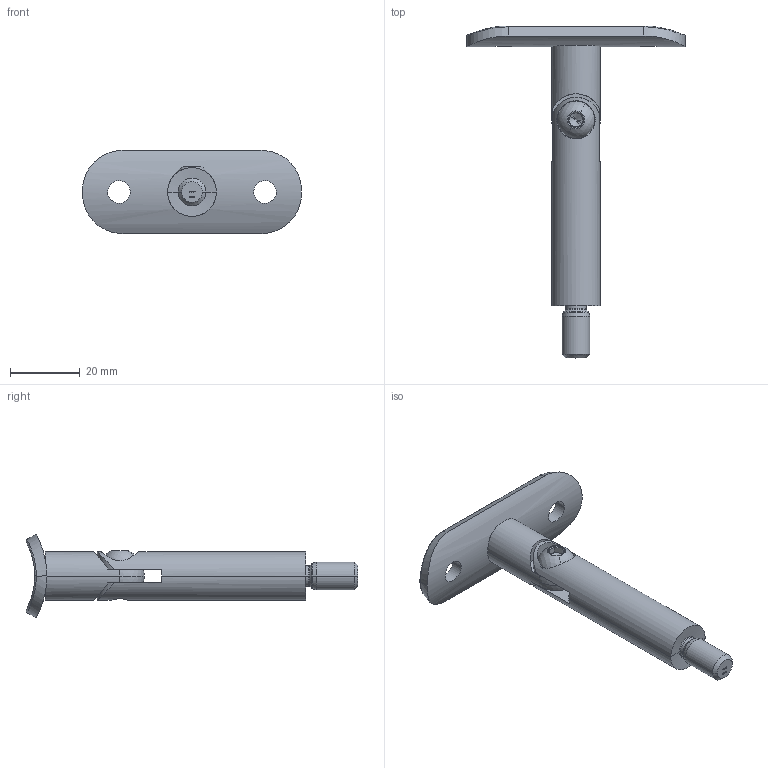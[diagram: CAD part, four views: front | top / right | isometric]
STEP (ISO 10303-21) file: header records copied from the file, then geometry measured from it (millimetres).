
FILE_DESCRIPTION (( 'STEP AP203' ), '1' );
FILE_NAME ('60177-240.step', '2018-03-27T10:01:40', ( '' ), ( '' ), 'SwSTEP 2.0', 'SolidWorks 2015', '' );
FILE_SCHEMA (( 'CONFIG_CONTROL_DESIGN' ));
Length unit declared in the file: millimetre
Products named in the file (7): DIN-7991_-_DIN7991 M6x16_DIN7991 M6x12; 50232-240_50232-240; 50232-240 Teil2_50232-240 Teil2; 60182-240_60182-240; 60177-240; 50232-240 Teil1_50232-240 Teil1; 50232-240 Teil3_ISO 7380 M6x10
Assembly tree (6 placements, depth 3):
  60177-240
    60182-240_60182-240
    DIN-7991_-_DIN7991 M6x16_DIN7991 M6x12
    50232-240_50232-240
      50232-240 Teil1_50232-240 Teil1
      50232-240 Teil2_50232-240 Teil2
      50232-240 Teil3_ISO 7380 M6x10
Bounding box: 63 x 95.49 x 24 mm (x, y, z)
Volume: 15752.2 mm3; surface area: 9289.4 mm2
Topology: 5 solids, 5 shells, 334 faces, 825 edges, 526 vertices
Faces by surface type: plane 157, bspline 85, cylinder 49, cone 31, torus 8, sphere 4
Entity records: 16223 total; most frequent: CARTESIAN_POINT 8155, ORIENTED_EDGE 1638, DIRECTION 1251, EDGE_CURVE 819, VERTEX_POINT 526, VECTOR 493, LINE 493, AXIS2_PLACEMENT_3D 379
